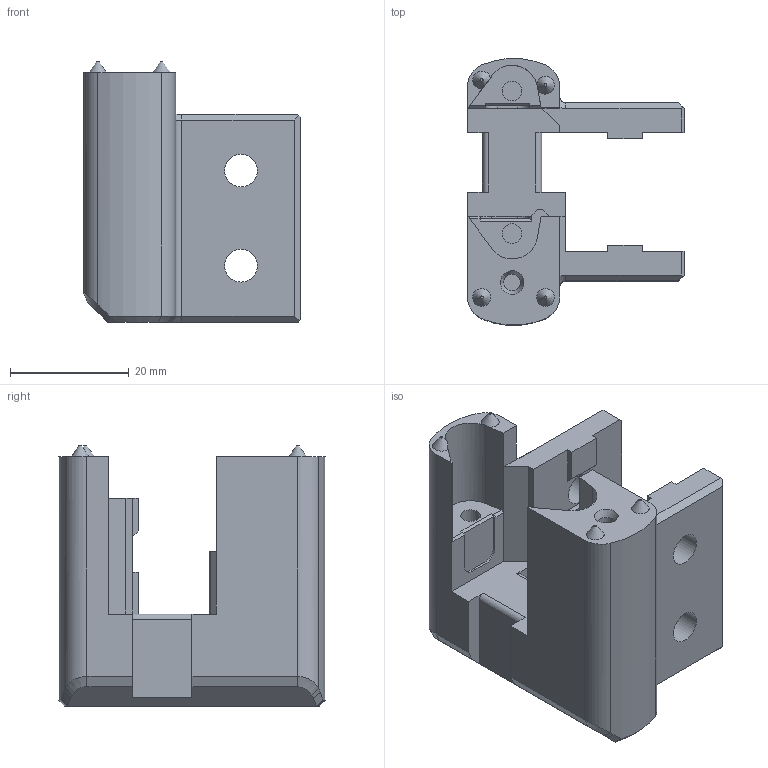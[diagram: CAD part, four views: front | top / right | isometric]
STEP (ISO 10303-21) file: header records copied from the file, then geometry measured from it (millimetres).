
FILE_DESCRIPTION(/* description */ (''),/* implementation_level */ '2;1');
FILE_NAME(/* name */ 'Front-Idlers_Housing_Trident v3.step',/* time_stamp */ '2023-03-11T11:05:38-05:00',/* author */ (''),/* organization */ (''),/* preprocessor_version */ 'ST-DEVELOPER v19.2',/* originating_system */ 'Autodesk Translation Framework v11.17.0.187',/* authorisation */ '');
FILE_SCHEMA (('AUTOMOTIVE_DESIGN { 1 0 10303 214 3 1 1 }'));
Length unit declared in the file: millimetre
Products named in the file (1): Front-Idlers_Housing_Trident
Bounding box: 36.5 x 44.83 x 43.8 mm (x, y, z)
Volume: 24633.1 mm3; surface area: 10035 mm2
Topology: 1 solids, 2 shells, 160 faces, 426 edges, 277 vertices
Faces by surface type: plane 114, cylinder 28, cone 12, bspline 6
Full cylindrical faces by diameter (mm): 2.8 x1, 3.3 x2, 5.5 x4
Entity records: 5082 total; most frequent: CARTESIAN_POINT 1049, ORIENTED_EDGE 852, DIRECTION 784, EDGE_CURVE 426, LINE 332, VECTOR 332, VERTEX_POINT 277, AXIS2_PLACEMENT_3D 226
